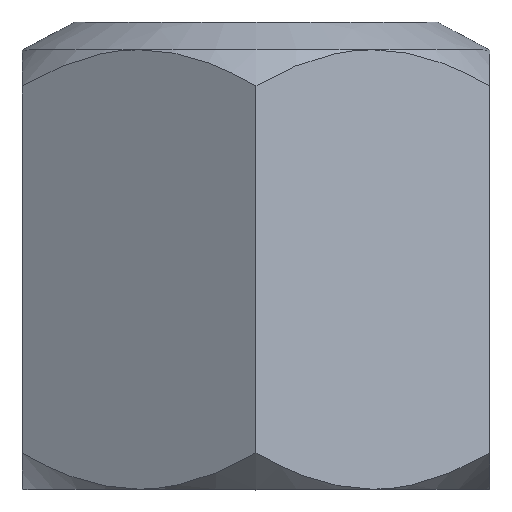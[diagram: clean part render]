
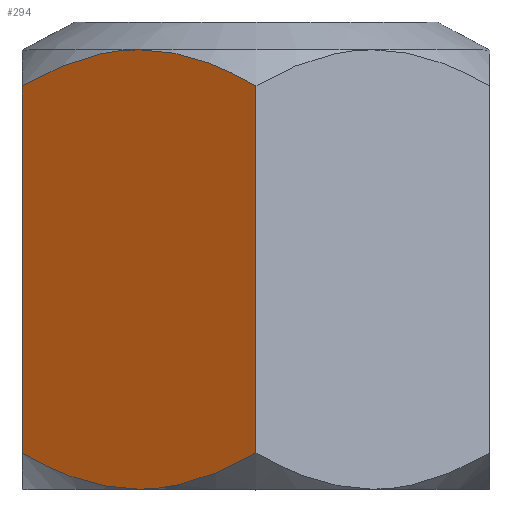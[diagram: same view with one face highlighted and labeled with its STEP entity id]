
A CAD part, top view. The second image highlights one B-rep face of the part: STEP entity #294.
In plain terms, the highlighted planar face has unit normal (-0.5, 0, 0.866).
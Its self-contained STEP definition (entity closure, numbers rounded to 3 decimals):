
#144 = EDGE_CURVE( '', #218, #350, #400, .T. );
#180 = EDGE_CURVE( '', #234, #218, #442, .T. );
#218 = VERTEX_POINT( '', #485 );
#234 = VERTEX_POINT( '', #503 );
#242 = VERTEX_POINT( '', #511 );
#256 = EDGE_CURVE( '', #234, #272, #526, .T. );
#270 = EDGE_CURVE( '', #350, #242, #540, .T. );
#272 = VERTEX_POINT( '', #542 );
#282 = EDGE_CURVE( '', #336, #272, #554, .T. );
#294 = ADVANCED_FACE( '', ( #569 ), #570, .F. );
#336 = VERTEX_POINT( '', #618 );
#338 = EDGE_CURVE( '', #242, #336, #620, .T. );
#350 = VERTEX_POINT( '', #632 );
#400 = ( B_SPLINE_CURVE( 2, ( #678, #679, #680 ), .UNSPECIFIED., .F., .F. )B_SPLINE_CURVE_WITH_KNOTS( ( 3, 3 ), ( 17.43, 24.857 ), .UNSPECIFIED. )RATIONAL_B_SPLINE_CURVE( ( 1., 1.091, 1.104 ) )BOUNDED_CURVE(  )REPRESENTATION_ITEM( '' )GEOMETRIC_REPRESENTATION_ITEM(  )CURVE(  ) );
#442 = ( B_SPLINE_CURVE( 2, ( #765, #766, #767 ), .UNSPECIFIED., .F., .F. )B_SPLINE_CURVE_WITH_KNOTS( ( 3, 3 ), ( 10.003, 17.43 ), .UNSPECIFIED. )RATIONAL_B_SPLINE_CURVE( ( 1.104, 1.091, 1. ) )BOUNDED_CURVE(  )REPRESENTATION_ITEM( '' )GEOMETRIC_REPRESENTATION_ITEM(  )CURVE(  ) );
#485 = CARTESIAN_POINT( '', ( -4.5, 0., 7.794 ) );
#503 = CARTESIAN_POINT( '', ( 0., 1.392, 10.392 ) );
#511 = CARTESIAN_POINT( '', ( -9., 15.538, 5.196 ) );
#526 = LINE( '', #945, #946 );
#540 = LINE( '', #984, #985 );
#542 = CARTESIAN_POINT( '', ( 0., 15.538, 10.392 ) );
#554 = ( B_SPLINE_CURVE( 2, ( #1002, #1003, #1004 ), .UNSPECIFIED., .F., .F. )B_SPLINE_CURVE_WITH_KNOTS( ( 3, 3 ), ( 17.43, 24.857 ), .UNSPECIFIED. )RATIONAL_B_SPLINE_CURVE( ( 1., 1.091, 1.104 ) )BOUNDED_CURVE(  )REPRESENTATION_ITEM( '' )GEOMETRIC_REPRESENTATION_ITEM(  )CURVE(  ) );
#569 = FACE_OUTER_BOUND( '', #1035, .T. );
#570 = PLANE( '', #1036 );
#618 = CARTESIAN_POINT( '', ( -4.5, 16.93, 7.794 ) );
#620 = ( B_SPLINE_CURVE( 2, ( #1107, #1108, #1109 ), .UNSPECIFIED., .F., .F. )B_SPLINE_CURVE_WITH_KNOTS( ( 3, 3 ), ( 10.003, 17.43 ), .UNSPECIFIED. )RATIONAL_B_SPLINE_CURVE( ( 1.104, 1.091, 1. ) )BOUNDED_CURVE(  )REPRESENTATION_ITEM( '' )GEOMETRIC_REPRESENTATION_ITEM(  )CURVE(  ) );
#632 = CARTESIAN_POINT( '', ( -9., 1.392, 5.196 ) );
#678 = CARTESIAN_POINT( '', ( -4.5, 0., 7.794 ) );
#679 = CARTESIAN_POINT( '', ( -6.588, 0., 6.588 ) );
#680 = CARTESIAN_POINT( '', ( -9., 1.392, 5.196 ) );
#765 = CARTESIAN_POINT( '', ( 0., 1.392, 10.392 ) );
#766 = CARTESIAN_POINT( '', ( -2.412, 0., 9. ) );
#767 = CARTESIAN_POINT( '', ( -4.5, 0., 7.794 ) );
#945 = CARTESIAN_POINT( '', ( 0., 0., 10.392 ) );
#946 = VECTOR( '', #1375, 1. );
#984 = CARTESIAN_POINT( '', ( -9., 0., 5.196 ) );
#985 = VECTOR( '', #1380, 1. );
#1002 = CARTESIAN_POINT( '', ( -4.5, 16.93, 7.794 ) );
#1003 = CARTESIAN_POINT( '', ( -2.412, 16.93, 9. ) );
#1004 = CARTESIAN_POINT( '', ( 0., 15.538, 10.392 ) );
#1035 = EDGE_LOOP( '', ( #1420, #1421, #1422, #1423, #1424, #1425 ) );
#1036 = AXIS2_PLACEMENT_3D( '', #1426, #1427, #1428 );
#1107 = CARTESIAN_POINT( '', ( -9., 15.538, 5.196 ) );
#1108 = CARTESIAN_POINT( '', ( -6.588, 16.93, 6.588 ) );
#1109 = CARTESIAN_POINT( '', ( -4.5, 16.93, 7.794 ) );
#1375 = DIRECTION( '', ( 0., 1., 0. ) );
#1380 = DIRECTION( '', ( 0., 1., 0. ) );
#1420 = ORIENTED_EDGE( '', *, *, #282, .F. );
#1421 = ORIENTED_EDGE( '', *, *, #338, .F. );
#1422 = ORIENTED_EDGE( '', *, *, #270, .F. );
#1423 = ORIENTED_EDGE( '', *, *, #144, .F. );
#1424 = ORIENTED_EDGE( '', *, *, #180, .F. );
#1425 = ORIENTED_EDGE( '', *, *, #256, .T. );
#1426 = CARTESIAN_POINT( '', ( -9., 0., 5.196 ) );
#1427 = DIRECTION( '', ( 0.5, 0., -0.866 ) );
#1428 = DIRECTION( '', ( -0.866, 0., -0.5 ) );
